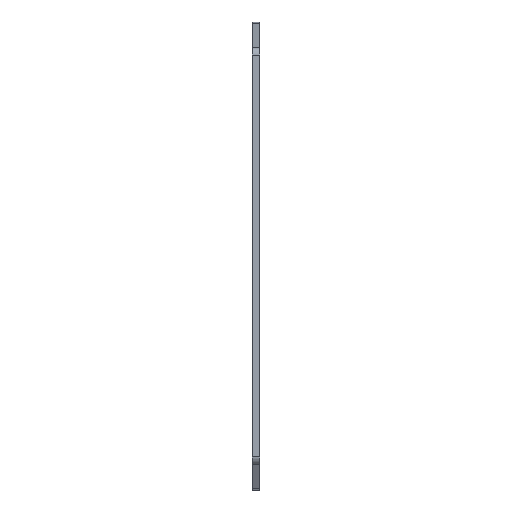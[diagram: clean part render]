
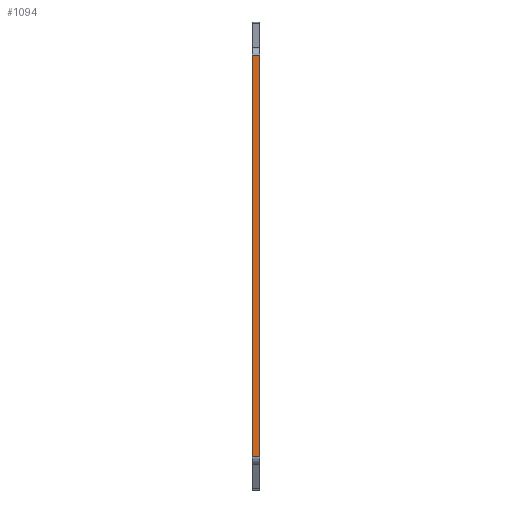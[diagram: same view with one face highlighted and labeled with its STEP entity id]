
A CAD part, front view. The second image highlights one B-rep face of the part: STEP entity #1094.
In plain terms, the highlighted planar face has unit normal (0, -1, 0).
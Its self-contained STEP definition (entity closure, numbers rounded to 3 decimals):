
#28 = VERTEX_POINT ( 'NONE', #380 ) ;
#72 = DIRECTION ( 'NONE',  ( 0., 0., -1. ) ) ;
#187 = DIRECTION ( 'NONE',  ( 0., 1., 0. ) ) ;
#197 = DIRECTION ( 'NONE',  ( -1., 0., 0. ) ) ;
#205 = VERTEX_POINT ( 'NONE', #1005 ) ;
#217 = ORIENTED_EDGE ( 'NONE', *, *, #995, .F. ) ;
#239 = CARTESIAN_POINT ( 'NONE',  ( 0., -95., 38.599 ) ) ;
#283 = LINE ( 'NONE', #640, #777 ) ;
#323 = LINE ( 'NONE', #239, #635 ) ;
#329 = DIRECTION ( 'NONE',  ( 0., 0., -1. ) ) ;
#380 = CARTESIAN_POINT ( 'NONE',  ( 0., -95., -38.599 ) ) ;
#443 = LINE ( 'NONE', #1092, #1037 ) ;
#453 = CARTESIAN_POINT ( 'NONE',  ( 1.5, -95., 38.599 ) ) ;
#480 = LINE ( 'NONE', #824, #921 ) ;
#494 = EDGE_CURVE ( 'NONE', #917, #28, #323, .T. ) ;
#551 = VERTEX_POINT ( 'NONE', #693 ) ;
#596 = EDGE_LOOP ( 'NONE', ( #687, #217, #993, #1019 ) ) ;
#631 = PLANE ( 'NONE',  #670 ) ;
#635 = VECTOR ( 'NONE', #72, 1000. ) ;
#640 = CARTESIAN_POINT ( 'NONE',  ( 1.5, -95., -38.599 ) ) ;
#670 = AXIS2_PLACEMENT_3D ( 'NONE', #453, #187, #794 ) ;
#687 = ORIENTED_EDGE ( 'NONE', *, *, #494, .T. ) ;
#693 = CARTESIAN_POINT ( 'NONE',  ( 1.5, -95., 38.599 ) ) ;
#777 = VECTOR ( 'NONE', #197, 1000. ) ;
#794 = DIRECTION ( 'NONE',  ( 0., 0., 1. ) ) ;
#824 = CARTESIAN_POINT ( 'NONE',  ( 1.5, -95., 38.599 ) ) ;
#828 = EDGE_CURVE ( 'NONE', #551, #205, #443, .T. ) ;
#878 = FACE_OUTER_BOUND ( 'NONE', #596, .T. ) ;
#917 = VERTEX_POINT ( 'NONE', #942 ) ;
#921 = VECTOR ( 'NONE', #983, 1000. ) ;
#942 = CARTESIAN_POINT ( 'NONE',  ( 0., -95., 38.599 ) ) ;
#983 = DIRECTION ( 'NONE',  ( -1., 0., 0. ) ) ;
#993 = ORIENTED_EDGE ( 'NONE', *, *, #828, .F. ) ;
#995 = EDGE_CURVE ( 'NONE', #205, #28, #283, .T. ) ;
#1005 = CARTESIAN_POINT ( 'NONE',  ( 1.5, -95., -38.599 ) ) ;
#1007 = EDGE_CURVE ( 'NONE', #551, #917, #480, .T. ) ;
#1019 = ORIENTED_EDGE ( 'NONE', *, *, #1007, .T. ) ;
#1037 = VECTOR ( 'NONE', #329, 1000. ) ;
#1092 = CARTESIAN_POINT ( 'NONE',  ( 1.5, -95., 38.599 ) ) ;
#1094 = ADVANCED_FACE ( 'NONE', ( #878 ), #631, .F. ) ;
